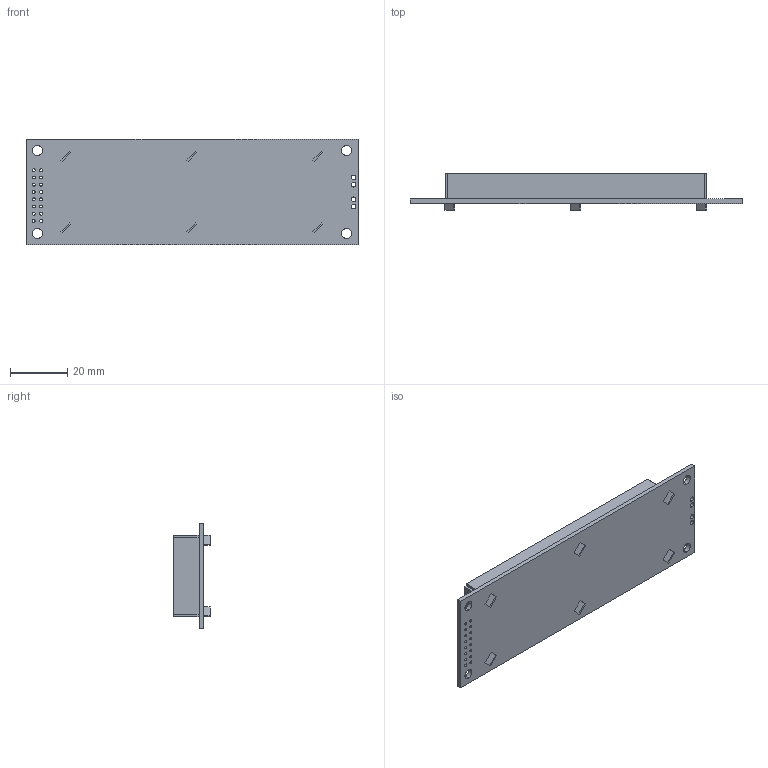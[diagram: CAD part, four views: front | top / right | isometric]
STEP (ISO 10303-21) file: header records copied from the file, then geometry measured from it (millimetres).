
FILE_DESCRIPTION (( 'STEP AP214' ), '1' );
FILE_NAME ('SW3dPS-Lumex_LCM-X02002DXX_2x20LCD_withBackLight.STEP', '2009-05-21T19:41:16', ( 'SysAdmin' ), ( 'SolidWorks' ), 'SwSTEP 2.0', 'SolidWorks 2009', '' );
FILE_SCHEMA (( 'AUTOMOTIVE_DESIGN' ));
Length unit declared in the file: inch
Products named in the file (1): SW3dPS-Lumex_LCM-X02002DXX_2x20LCD_withBackLight
Bounding box: 116 x 12.7 x 37 mm (x, y, z)
Volume: 29422 mm3; surface area: 11824.2 mm2
Topology: 1 solids, 1 shells, 332 faces, 828 edges, 552 vertices
Faces by surface type: plane 284, cylinder 48
Entity records: 14220 total; most frequent: CARTESIAN_POINT 1713, ORIENTED_EDGE 1656, DIRECTION 1590, EDGE_CURVE 828, VECTOR 732, LINE 732, VERTEX_POINT 552, EDGE_LOOP 434
